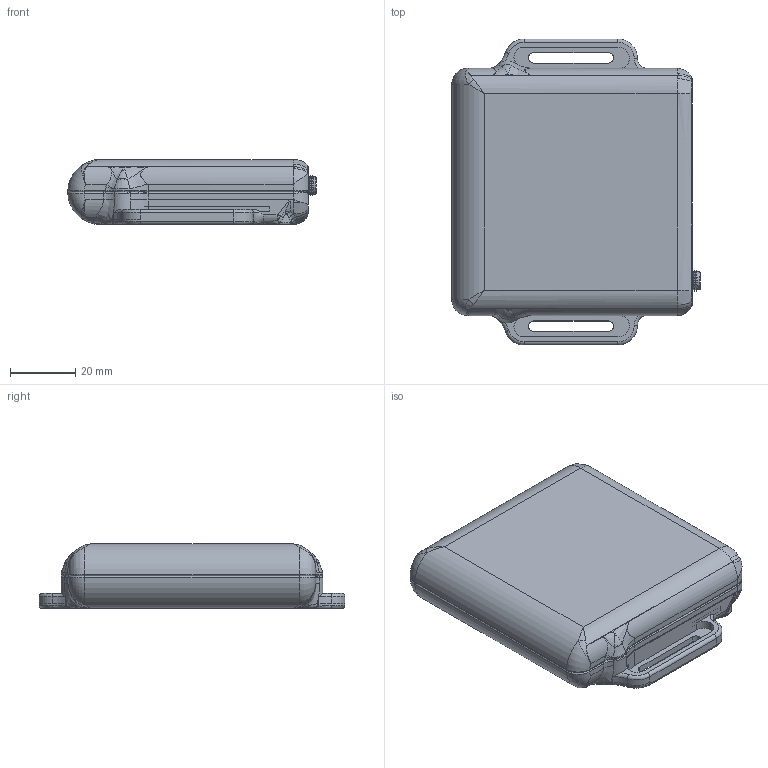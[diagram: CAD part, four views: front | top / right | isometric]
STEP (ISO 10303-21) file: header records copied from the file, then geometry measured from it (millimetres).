
FILE_DESCRIPTION (( 'STEP AP214' ), '1' );
FILE_NAME ('TU-32_SB.STEP', '2017-03-23T12:20:26', ( 'admin' ), ( '' ), 'SwSTEP 2.0', 'SolidWorks 2014', '' );
FILE_SCHEMA (( 'AUTOMOTIVE_DESIGN' ));
Length unit declared in the file: millimetre
Products named in the file (5): TU32_Wall002; C00111.A; TU-32_SB; C00111.B; TU32_Modem (2)
Assembly tree (4 placements, depth 2):
  TU-32_SB
    C00111.A
    TU32_Wall002
    TU32_Modem (2)
    C00111.B
Bounding box: 76.15 x 93.76 x 19.9 mm (x, y, z)
Volume: 30683.6 mm3; surface area: 58506.6 mm2
Topology: 3 solids, 89 shells, 6463 faces, 17335 edges, 11098 vertices
Faces by surface type: plane 3958, cylinder 1559, bspline 709, torus 118, cone 73, sphere 46
Full cylindrical faces by diameter (mm): 0.1 x1, 0.122 x2, 0.15 x1, 0.26 x10, 0.3 x1, 0.7 x2, 0.96 x1, 1.05 x4, 1.27 x2, 1.3 x2, 1.5 x5, 1.8 x1, 1.801 x1, 2 x2, 2.2 x1, 2.21 x1, 2.9 x1, 3.9 x2, 4.05 x2, 4.1 x8, 4.63 x1, 5.35 x2, 5.4 x1, 5.5 x1, 5.6 x1, 6 x1, 6.3 x11, 6.6 x1
Entity records: 297863 total; most frequent: CARTESIAN_POINT 81088, ORIENTED_EDGE 33590, DIRECTION 27210, EDGE_CURVE 16992, VECTOR 11462, LINE 11462, VERTEX_POINT 11041, AXIS2_PLACEMENT_3D 7874
